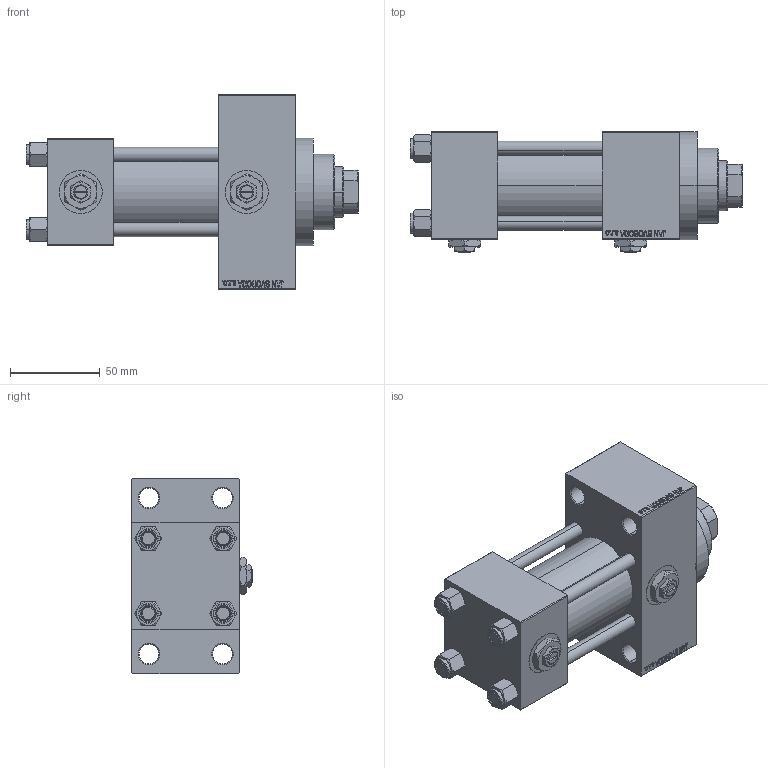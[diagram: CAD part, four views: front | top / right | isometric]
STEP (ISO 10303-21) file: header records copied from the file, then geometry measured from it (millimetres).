
FILE_DESCRIPTION (( 'STEP AP203' ), '1' );
FILE_NAME ('1622.STEP', '2025-09-17T11:57:55', ( '' ), ( '' ), 'SwSTEP 2.0', 'SolidWorks 2019', '' );
FILE_SCHEMA (( 'CONFIG_CONTROL_DESIGN' ));
Length unit declared in the file: millimetre
Products named in the file (7): V215CR_D_Body 1da1d4dd01643a65b09afc8164aa7a29; Zatka_pro_OIL_PORT 1da1d4dd01643a65b09afc8164aa7a29; NUT_M5_D 1da1d4dd01643a65b09afc8164aa7a29; V215CR_VCP_D 1da1d4dd01643a65b09afc8164aa7a29; V215CR_D_TYCINKA 1da1d4dd01643a65b09afc8164aa7a29; V215_VC_A 1da1d4dd01643a65b09afc8164aa7a29; 1622
Assembly tree (13 placements, depth 2):
  1622
    V215CR_D_Body 1da1d4dd01643a65b09afc8164aa7a29
    V215CR_VCP_D 1da1d4dd01643a65b09afc8164aa7a29
    NUT_M5_D 1da1d4dd01643a65b09afc8164aa7a29  x4
    V215CR_D_TYCINKA 1da1d4dd01643a65b09afc8164aa7a29  x4
    V215_VC_A 1da1d4dd01643a65b09afc8164aa7a29
    Zatka_pro_OIL_PORT 1da1d4dd01643a65b09afc8164aa7a29  x2
Bounding box: 185 x 67 x 109 mm (x, y, z)
Volume: 527014.8 mm3; surface area: 131663.6 mm2
Topology: 13 solids, 13 shells, 1205 faces, 2990 edges, 1926 vertices
Faces by surface type: plane 546, bspline 368, cone 184, cylinder 99, torus 8
Entity records: 49302 total; most frequent: CARTESIAN_POINT 25699, ORIENTED_EDGE 5280, DIRECTION 3454, EDGE_CURVE 2640, VERTEX_POINT 1724, LINE 1554, VECTOR 1554, EDGE_LOOP 1180
